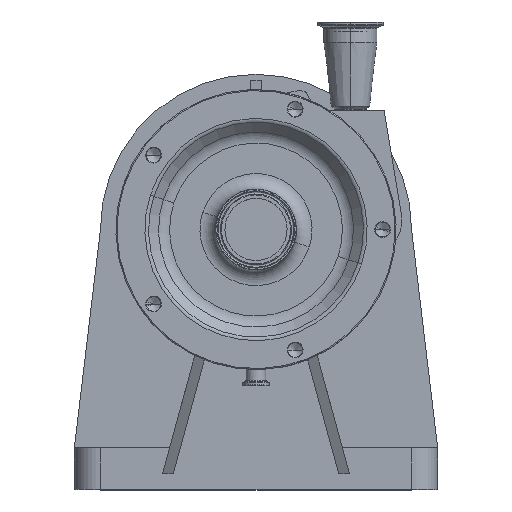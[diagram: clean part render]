
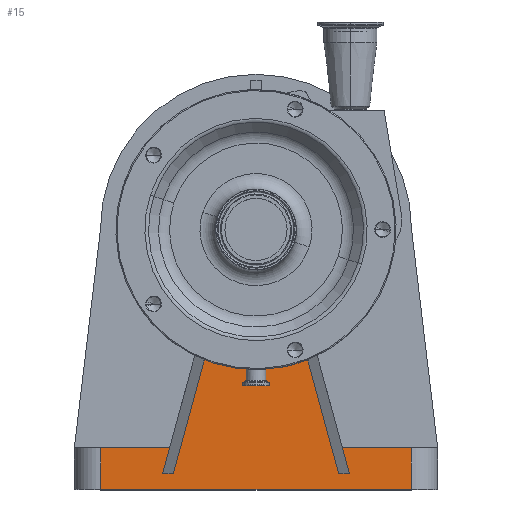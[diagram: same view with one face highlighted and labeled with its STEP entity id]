
A CAD part, top view. The second image highlights one B-rep face of the part: STEP entity #15.
In plain terms, the highlighted planar face has unit normal (0, 0, 1).
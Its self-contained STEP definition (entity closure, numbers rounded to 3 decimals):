
#15 = ADVANCED_FACE ( 'NONE', ( #147 ), #9347, .F. ) ;
#102 = EDGE_CURVE ( 'NONE', #5472, #3381, #2515, .T. ) ;
#147 = FACE_OUTER_BOUND ( 'NONE', #4407, .T. ) ;
#246 = AXIS2_PLACEMENT_3D ( 'NONE', #4657, #7726, #981 ) ;
#399 = VECTOR ( 'NONE', #6148, 1000. ) ;
#416 = EDGE_CURVE ( 'NONE', #3762, #4964, #2061, .T. ) ;
#490 = DIRECTION ( 'NONE',  ( 0., -1., 0. ) ) ;
#513 = EDGE_CURVE ( 'NONE', #4715, #1936, #4701, .T. ) ;
#557 = ORIENTED_EDGE ( 'NONE', *, *, #416, .T. ) ;
#594 = CARTESIAN_POINT ( 'NONE',  ( -79.637, -235., 120. ) ) ;
#665 = DIRECTION ( 'NONE',  ( 1., 0., 0. ) ) ;
#730 = EDGE_CURVE ( 'NONE', #1480, #8335, #2985, .T. ) ;
#766 = DIRECTION ( 'NONE',  ( 0.262, 0.965, 0. ) ) ;
#968 = CARTESIAN_POINT ( 'NONE',  ( -149.6, -210., 120. ) ) ;
#981 = DIRECTION ( 'NONE',  ( -1., 0., 0. ) ) ;
#1090 = DIRECTION ( 'NONE',  ( 1., 0., 0. ) ) ;
#1130 = LINE ( 'NONE', #9456, #3091 ) ;
#1187 = AXIS2_PLACEMENT_3D ( 'NONE', #5236, #5193, #5086 ) ;
#1255 = EDGE_CURVE ( 'NONE', #7196, #4964, #8889, .T. ) ;
#1480 = VERTEX_POINT ( 'NONE', #968 ) ;
#1723 = ORIENTED_EDGE ( 'NONE', *, *, #7118, .F. ) ;
#1738 = EDGE_CURVE ( 'NONE', #9713, #8335, #3435, .T. ) ;
#1936 = VERTEX_POINT ( 'NONE', #8627 ) ;
#1976 = LINE ( 'NONE', #5798, #3819 ) ;
#2061 = LINE ( 'NONE', #2265, #4529 ) ;
#2104 = DIRECTION ( 'NONE',  ( 0., -1., 0. ) ) ;
#2265 = CARTESIAN_POINT ( 'NONE',  ( 149.6, -250., 120. ) ) ;
#2310 = VECTOR ( 'NONE', #7560, 1000. ) ;
#2515 = LINE ( 'NONE', #6877, #399 ) ;
#2941 = CARTESIAN_POINT ( 'NONE',  ( -40.6, -91.387, 120. ) ) ;
#2953 = DIRECTION ( 'NONE',  ( 1., 0., 0. ) ) ;
#2985 = LINE ( 'NONE', #9721, #5642 ) ;
#3091 = VECTOR ( 'NONE', #490, 1000. ) ;
#3250 = EDGE_CURVE ( 'NONE', #1480, #3762, #1130, .T. ) ;
#3361 = ORIENTED_EDGE ( 'NONE', *, *, #8224, .T. ) ;
#3381 = VERTEX_POINT ( 'NONE', #594 ) ;
#3435 = LINE ( 'NONE', #6067, #5754 ) ;
#3445 = DIRECTION ( 'NONE',  ( 0.262, -0.965, 0. ) ) ;
#3506 = CARTESIAN_POINT ( 'NONE',  ( 149.6, -210., 120. ) ) ;
#3762 = VERTEX_POINT ( 'NONE', #9782 ) ;
#3819 = VECTOR ( 'NONE', #7228, 1000. ) ;
#3874 = CARTESIAN_POINT ( 'NONE',  ( 83.204, -210., 120. ) ) ;
#3884 = CIRCLE ( 'NONE', #1187, 100. ) ;
#4058 = CARTESIAN_POINT ( 'NONE',  ( 79.637, -235., 120. ) ) ;
#4215 = VERTEX_POINT ( 'NONE', #3874 ) ;
#4312 = VECTOR ( 'NONE', #1090, 1000. ) ;
#4340 = CARTESIAN_POINT ( 'NONE',  ( 149.6, -210., 120. ) ) ;
#4407 = EDGE_LOOP ( 'NONE', ( #7810, #1723, #9003, #6834, #4450, #557, #8585, #9176, #9280, #8380, #3361, #5201 ) ) ;
#4450 = ORIENTED_EDGE ( 'NONE', *, *, #3250, .T. ) ;
#4529 = VECTOR ( 'NONE', #2953, 1000. ) ;
#4657 = CARTESIAN_POINT ( 'NONE',  ( 149.6, -210., 120. ) ) ;
#4701 = LINE ( 'NONE', #9096, #4857 ) ;
#4715 = VERTEX_POINT ( 'NONE', #4058 ) ;
#4857 = VECTOR ( 'NONE', #7718, 1000. ) ;
#4964 = VERTEX_POINT ( 'NONE', #5286 ) ;
#5013 = EDGE_CURVE ( 'NONE', #6578, #5472, #3884, .T. ) ;
#5086 = DIRECTION ( 'NONE',  ( -1., 0., 0. ) ) ;
#5193 = DIRECTION ( 'NONE',  ( 0., 0., -1. ) ) ;
#5201 = ORIENTED_EDGE ( 'NONE', *, *, #5013, .T. ) ;
#5236 = CARTESIAN_POINT ( 'NONE',  ( 0., 0., 120. ) ) ;
#5286 = CARTESIAN_POINT ( 'NONE',  ( 149.6, -250., 120. ) ) ;
#5450 = EDGE_CURVE ( 'NONE', #4215, #7196, #8984, .T. ) ;
#5472 = VERTEX_POINT ( 'NONE', #2941 ) ;
#5642 = VECTOR ( 'NONE', #665, 1000. ) ;
#5754 = VECTOR ( 'NONE', #766, 1000. ) ;
#5798 = CARTESIAN_POINT ( 'NONE',  ( 80.35, -237.623, 120. ) ) ;
#6067 = CARTESIAN_POINT ( 'NONE',  ( -67.186, -151.072, 120. ) ) ;
#6109 = CARTESIAN_POINT ( 'NONE',  ( -90., -235., 120. ) ) ;
#6148 = DIRECTION ( 'NONE',  ( -0.262, -0.965, 0. ) ) ;
#6578 = VERTEX_POINT ( 'NONE', #9284 ) ;
#6672 = VECTOR ( 'NONE', #3445, 1000. ) ;
#6834 = ORIENTED_EDGE ( 'NONE', *, *, #730, .F. ) ;
#6877 = CARTESIAN_POINT ( 'NONE',  ( -40.6, -91.387, 120. ) ) ;
#7118 = EDGE_CURVE ( 'NONE', #9713, #3381, #8711, .T. ) ;
#7196 = VERTEX_POINT ( 'NONE', #3506 ) ;
#7228 = DIRECTION ( 'NONE',  ( -0.262, 0.965, 0. ) ) ;
#7454 = CARTESIAN_POINT ( 'NONE',  ( 149.6, -210., 120. ) ) ;
#7560 = DIRECTION ( 'NONE',  ( 1., 0., 0. ) ) ;
#7718 = DIRECTION ( 'NONE',  ( 1., 0., 0. ) ) ;
#7726 = DIRECTION ( 'NONE',  ( 0., 0., -1. ) ) ;
#7810 = ORIENTED_EDGE ( 'NONE', *, *, #102, .T. ) ;
#7868 = VECTOR ( 'NONE', #2104, 1000. ) ;
#8020 = CARTESIAN_POINT ( 'NONE',  ( -83.204, -210., 120. ) ) ;
#8224 = EDGE_CURVE ( 'NONE', #4715, #6578, #1976, .T. ) ;
#8335 = VERTEX_POINT ( 'NONE', #8020 ) ;
#8380 = ORIENTED_EDGE ( 'NONE', *, *, #513, .F. ) ;
#8585 = ORIENTED_EDGE ( 'NONE', *, *, #1255, .F. ) ;
#8627 = CARTESIAN_POINT ( 'NONE',  ( 90., -235., 120. ) ) ;
#8701 = EDGE_CURVE ( 'NONE', #4215, #1936, #9629, .T. ) ;
#8711 = LINE ( 'NONE', #9410, #4312 ) ;
#8842 = CARTESIAN_POINT ( 'NONE',  ( 87.773, -226.806, 120. ) ) ;
#8889 = LINE ( 'NONE', #4340, #7868 ) ;
#8984 = LINE ( 'NONE', #7454, #2310 ) ;
#9003 = ORIENTED_EDGE ( 'NONE', *, *, #1738, .T. ) ;
#9096 = CARTESIAN_POINT ( 'NONE',  ( 0., -235., 120. ) ) ;
#9176 = ORIENTED_EDGE ( 'NONE', *, *, #5450, .F. ) ;
#9280 = ORIENTED_EDGE ( 'NONE', *, *, #8701, .T. ) ;
#9284 = CARTESIAN_POINT ( 'NONE',  ( 40.6, -91.387, 120. ) ) ;
#9347 = PLANE ( 'NONE',  #246 ) ;
#9410 = CARTESIAN_POINT ( 'NONE',  ( -90., -235., 120. ) ) ;
#9456 = CARTESIAN_POINT ( 'NONE',  ( -149.6, -210., 120. ) ) ;
#9629 = LINE ( 'NONE', #8842, #6672 ) ;
#9713 = VERTEX_POINT ( 'NONE', #6109 ) ;
#9721 = CARTESIAN_POINT ( 'NONE',  ( 149.6, -210., 120. ) ) ;
#9782 = CARTESIAN_POINT ( 'NONE',  ( -149.6, -250., 120. ) ) ;
